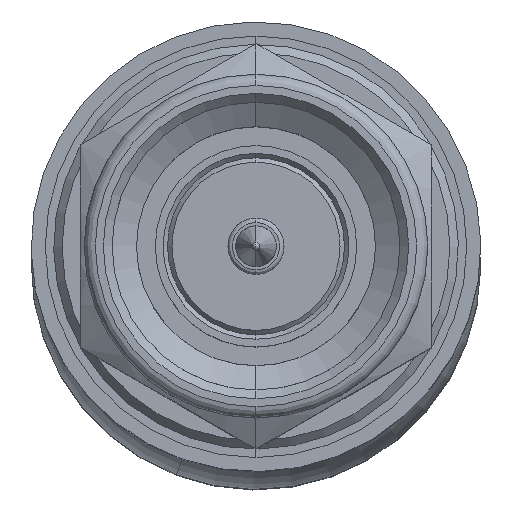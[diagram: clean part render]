
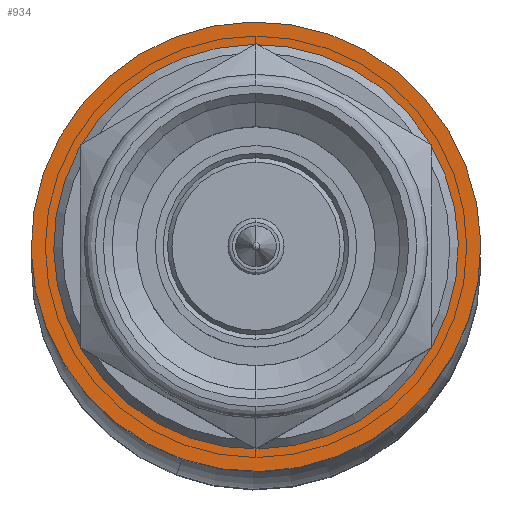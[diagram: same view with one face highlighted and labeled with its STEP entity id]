
A CAD part, top view. The second image highlights one B-rep face of the part: STEP entity #934.
In plain terms, the highlighted face is planar.
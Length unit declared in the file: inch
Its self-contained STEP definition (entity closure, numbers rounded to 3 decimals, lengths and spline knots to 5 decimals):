
#85 = CIRCLE ( 'NONE', #3422, 0.18 ) ;
#200 = EDGE_CURVE ( 'NONE', #464, #1216, #1498, .T. ) ;
#464 = VERTEX_POINT ( 'NONE', #3614 ) ;
#535 = VERTEX_POINT ( 'NONE', #2207 ) ;
#650 = AXIS2_PLACEMENT_3D ( 'NONE', #1788, #4115, #3186 ) ;
#694 = DIRECTION ( 'NONE',  ( -1., 0., 0. ) ) ;
#908 = DIRECTION ( 'NONE',  ( 0., 1., 0. ) ) ;
#934 = ADVANCED_FACE ( 'NONE', ( #3713, #5877 ), #2268, .F. ) ;
#935 = EDGE_CURVE ( 'NONE', #2036, #535, #4403, .T. ) ;
#1114 = ORIENTED_EDGE ( 'NONE', *, *, #935, .T. ) ;
#1216 = VERTEX_POINT ( 'NONE', #2773 ) ;
#1241 = EDGE_CURVE ( 'NONE', #1216, #464, #85, .T. ) ;
#1298 = EDGE_LOOP ( 'NONE', ( #2760, #3102 ) ) ;
#1315 = DIRECTION ( 'NONE',  ( 0., -1., 0. ) ) ;
#1351 = CARTESIAN_POINT ( 'NONE',  ( -0.4, 0., 0. ) ) ;
#1498 = CIRCLE ( 'NONE', #4869, 0.18 ) ;
#1625 = AXIS2_PLACEMENT_3D ( 'NONE', #3483, #694, #4364 ) ;
#1788 = CARTESIAN_POINT ( 'NONE',  ( -0.4, 0.2, 0. ) ) ;
#2034 = CARTESIAN_POINT ( 'NONE',  ( -0.4, -0.2, 0. ) ) ;
#2036 = VERTEX_POINT ( 'NONE', #2034 ) ;
#2207 = CARTESIAN_POINT ( 'NONE',  ( -0.4, 0.2, 0. ) ) ;
#2216 = CARTESIAN_POINT ( 'NONE',  ( -0.4, 0., 0. ) ) ;
#2268 = PLANE ( 'NONE',  #650 ) ;
#2760 = ORIENTED_EDGE ( 'NONE', *, *, #200, .F. ) ;
#2773 = CARTESIAN_POINT ( 'NONE',  ( -0.4, 0.18, 0. ) ) ;
#2879 = CIRCLE ( 'NONE', #1625, 0.2 ) ;
#3081 = EDGE_LOOP ( 'NONE', ( #1114, #3246 ) ) ;
#3102 = ORIENTED_EDGE ( 'NONE', *, *, #1241, .F. ) ;
#3186 = DIRECTION ( 'NONE',  ( 0., 1., 0. ) ) ;
#3246 = ORIENTED_EDGE ( 'NONE', *, *, #5859, .T. ) ;
#3247 = AXIS2_PLACEMENT_3D ( 'NONE', #1351, #4567, #1315 ) ;
#3422 = AXIS2_PLACEMENT_3D ( 'NONE', #3728, #5024, #908 ) ;
#3483 = CARTESIAN_POINT ( 'NONE',  ( -0.4, 0., 0. ) ) ;
#3614 = CARTESIAN_POINT ( 'NONE',  ( -0.4, -0.18, 0. ) ) ;
#3624 = DIRECTION ( 'NONE',  ( -1., 0., 0. ) ) ;
#3713 = FACE_BOUND ( 'NONE', #1298, .T. ) ;
#3728 = CARTESIAN_POINT ( 'NONE',  ( -0.4, 0., 0. ) ) ;
#4115 = DIRECTION ( 'NONE',  ( 1., 0., 0. ) ) ;
#4364 = DIRECTION ( 'NONE',  ( 0., -1., 0. ) ) ;
#4403 = CIRCLE ( 'NONE', #3247, 0.2 ) ;
#4567 = DIRECTION ( 'NONE',  ( -1., 0., 0. ) ) ;
#4599 = DIRECTION ( 'NONE',  ( 0., 1., 0. ) ) ;
#4869 = AXIS2_PLACEMENT_3D ( 'NONE', #2216, #3624, #4599 ) ;
#5024 = DIRECTION ( 'NONE',  ( -1., 0., 0. ) ) ;
#5859 = EDGE_CURVE ( 'NONE', #535, #2036, #2879, .T. ) ;
#5877 = FACE_OUTER_BOUND ( 'NONE', #3081, .T. ) ;
